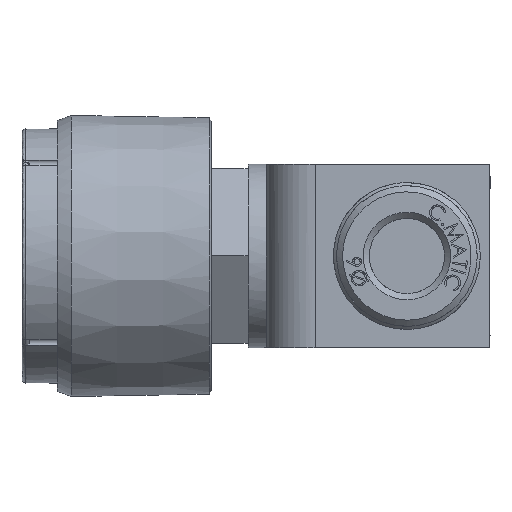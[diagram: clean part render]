
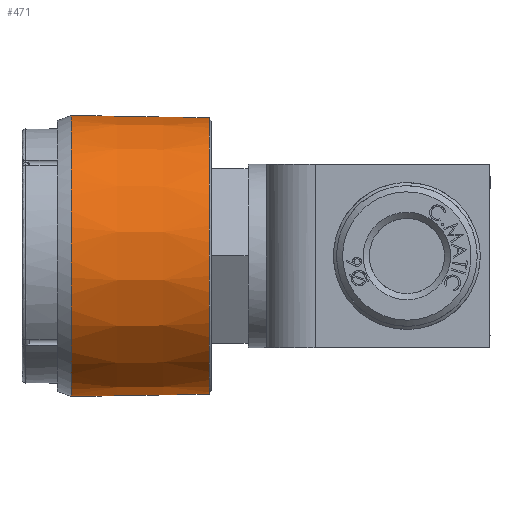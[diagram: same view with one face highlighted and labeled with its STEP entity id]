
A CAD part, left-side view. The second image highlights one B-rep face of the part: STEP entity #471.
In plain terms, the highlighted conical face has half-angle 1 degrees and reference radius 11.303 mm.
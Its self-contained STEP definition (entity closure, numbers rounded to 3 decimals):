
#471 = ADVANCED_FACE( 'NONE', ( #1161, #1162 ), #1163, .T. );
#1161 = FACE_OUTER_BOUND( '', #4612, .T. );
#1162 = FACE_BOUND( '', #4613, .T. );
#1163 = CONICAL_SURFACE( '', #4614, 11.303, 0.017 );
#4612 = EDGE_LOOP( '', ( #7096, #7097 ) );
#4613 = EDGE_LOOP( '', ( #7098, #7099 ) );
#4614 = AXIS2_PLACEMENT_3D( '', #7100, #7101, #7102 );
#7096 = ORIENTED_EDGE( '', *, *, #7334, .F. );
#7097 = ORIENTED_EDGE( '', *, *, #7335, .F. );
#7098 = ORIENTED_EDGE( '', *, *, #7339, .T. );
#7099 = ORIENTED_EDGE( '', *, *, #7338, .T. );
#7100 = CARTESIAN_POINT( '', ( 0., 22.975, 0. ) );
#7101 = DIRECTION( '', ( 0., 1., 0. ) );
#7102 = DIRECTION( '', ( 0., 0., 1. ) );
#7334 = EDGE_CURVE( '', #8258, #8259, #8260, .T. );
#7335 = EDGE_CURVE( '', #8259, #8258, #8261, .T. );
#7338 = EDGE_CURVE( '', #8266, #8267, #8268, .T. );
#7339 = EDGE_CURVE( '', #8267, #8266, #8269, .T. );
#8258 = VERTEX_POINT( '', #10237 );
#8259 = VERTEX_POINT( '', #10238 );
#8260 = B_SPLINE_CURVE_WITH_KNOTS( '', 3, ( #10239, #10240, #10241, #10242, #10243, #10244, #10245, #10246, #10247, #10248, #10249, #10250, #10251, #10252, #10253, #10254, #10255, #10256 ), .UNSPECIFIED., .F., .F., ( 4, 2, 2, 2, 2, 2, 2, 2, 4 ), ( 0., 0.125, 0.25, 0.375, 0.5, 0.625, 0.75, 0.875, 1. ), .UNSPECIFIED. );
#8261 = B_SPLINE_CURVE_WITH_KNOTS( '', 3, ( #10257, #10258, #10259, #10260, #10261, #10262, #10263, #10264, #10265, #10266, #10267, #10268, #10269, #10270, #10271, #10272, #10273, #10274 ), .UNSPECIFIED., .F., .F., ( 4, 2, 2, 2, 2, 2, 2, 2, 4 ), ( 0., 0.125, 0.25, 0.375, 0.5, 0.625, 0.75, 0.875, 1. ), .UNSPECIFIED. );
#8266 = VERTEX_POINT( '', #10313 );
#8267 = VERTEX_POINT( '', #10314 );
#8268 = B_SPLINE_CURVE_WITH_KNOTS( '', 3, ( #10315, #10316, #10317, #10318, #10319, #10320, #10321, #10322, #10323, #10324, #10325, #10326, #10327, #10328, #10329, #10330, #10331, #10332 ), .UNSPECIFIED., .F., .F., ( 4, 2, 2, 2, 2, 2, 2, 2, 4 ), ( 0., 0.125, 0.25, 0.375, 0.5, 0.625, 0.75, 0.875, 1. ), .UNSPECIFIED. );
#8269 = B_SPLINE_CURVE_WITH_KNOTS( '', 3, ( #10333, #10334, #10335, #10336, #10337, #10338, #10339, #10340, #10341, #10342, #10343, #10344, #10345, #10346, #10347, #10348, #10349, #10350 ), .UNSPECIFIED., .F., .F., ( 4, 2, 2, 2, 2, 2, 2, 2, 4 ), ( 0., 0.125, 0.25, 0.375, 0.5, 0.625, 0.75, 0.875, 1. ), .UNSPECIFIED. );
#10237 = CARTESIAN_POINT( '', ( 0., 34.25, 11.5 ) );
#10238 = CARTESIAN_POINT( '', ( 0., 34.25, -11.5 ) );
#10239 = CARTESIAN_POINT( '', ( 0., 34.25, 11.5 ) );
#10240 = CARTESIAN_POINT( '', ( 1.505, 34.25, 11.5 ) );
#10241 = CARTESIAN_POINT( '', ( 3.01, 34.25, 11.201 ) );
#10242 = CARTESIAN_POINT( '', ( 5.792, 34.25, 10.049 ) );
#10243 = CARTESIAN_POINT( '', ( 7.067, 34.25, 9.196 ) );
#10244 = CARTESIAN_POINT( '', ( 9.196, 34.25, 7.067 ) );
#10245 = CARTESIAN_POINT( '', ( 10.049, 34.25, 5.792 ) );
#10246 = CARTESIAN_POINT( '', ( 11.201, 34.25, 3.01 ) );
#10247 = CARTESIAN_POINT( '', ( 11.5, 34.25, 1.505 ) );
#10248 = CARTESIAN_POINT( '', ( 11.5, 34.25, -1.505 ) );
#10249 = CARTESIAN_POINT( '', ( 11.201, 34.25, -3.01 ) );
#10250 = CARTESIAN_POINT( '', ( 10.049, 34.25, -5.792 ) );
#10251 = CARTESIAN_POINT( '', ( 9.196, 34.25, -7.067 ) );
#10252 = CARTESIAN_POINT( '', ( 7.067, 34.25, -9.196 ) );
#10253 = CARTESIAN_POINT( '', ( 5.792, 34.25, -10.049 ) );
#10254 = CARTESIAN_POINT( '', ( 3.01, 34.25, -11.201 ) );
#10255 = CARTESIAN_POINT( '', ( 1.505, 34.25, -11.5 ) );
#10256 = CARTESIAN_POINT( '', ( 0., 34.25, -11.5 ) );
#10257 = CARTESIAN_POINT( '', ( 0., 34.25, -11.5 ) );
#10258 = CARTESIAN_POINT( '', ( -1.505, 34.25, -11.5 ) );
#10259 = CARTESIAN_POINT( '', ( -3.01, 34.25, -11.201 ) );
#10260 = CARTESIAN_POINT( '', ( -5.792, 34.25, -10.049 ) );
#10261 = CARTESIAN_POINT( '', ( -7.067, 34.25, -9.196 ) );
#10262 = CARTESIAN_POINT( '', ( -9.196, 34.25, -7.067 ) );
#10263 = CARTESIAN_POINT( '', ( -10.049, 34.25, -5.792 ) );
#10264 = CARTESIAN_POINT( '', ( -11.201, 34.25, -3.01 ) );
#10265 = CARTESIAN_POINT( '', ( -11.5, 34.25, -1.505 ) );
#10266 = CARTESIAN_POINT( '', ( -11.5, 34.25, 1.505 ) );
#10267 = CARTESIAN_POINT( '', ( -11.201, 34.25, 3.01 ) );
#10268 = CARTESIAN_POINT( '', ( -10.049, 34.25, 5.792 ) );
#10269 = CARTESIAN_POINT( '', ( -9.196, 34.25, 7.067 ) );
#10270 = CARTESIAN_POINT( '', ( -7.067, 34.25, 9.196 ) );
#10271 = CARTESIAN_POINT( '', ( -5.792, 34.25, 10.049 ) );
#10272 = CARTESIAN_POINT( '', ( -3.01, 34.25, 11.201 ) );
#10273 = CARTESIAN_POINT( '', ( -1.505, 34.25, 11.5 ) );
#10274 = CARTESIAN_POINT( '', ( 0., 34.25, 11.5 ) );
#10313 = CARTESIAN_POINT( '', ( 0., 22.975, 11.303 ) );
#10314 = CARTESIAN_POINT( '', ( 0., 22.975, -11.303 ) );
#10315 = CARTESIAN_POINT( '', ( 0., 22.975, 11.303 ) );
#10316 = CARTESIAN_POINT( '', ( 1.48, 22.975, 11.303 ) );
#10317 = CARTESIAN_POINT( '', ( 2.959, 22.975, 11.009 ) );
#10318 = CARTESIAN_POINT( '', ( 5.693, 22.975, 9.877 ) );
#10319 = CARTESIAN_POINT( '', ( 6.946, 22.975, 9.039 ) );
#10320 = CARTESIAN_POINT( '', ( 9.039, 22.975, 6.946 ) );
#10321 = CARTESIAN_POINT( '', ( 9.877, 22.975, 5.693 ) );
#10322 = CARTESIAN_POINT( '', ( 11.009, 22.975, 2.959 ) );
#10323 = CARTESIAN_POINT( '', ( 11.303, 22.975, 1.48 ) );
#10324 = CARTESIAN_POINT( '', ( 11.303, 22.975, -1.48 ) );
#10325 = CARTESIAN_POINT( '', ( 11.009, 22.975, -2.959 ) );
#10326 = CARTESIAN_POINT( '', ( 9.877, 22.975, -5.693 ) );
#10327 = CARTESIAN_POINT( '', ( 9.039, 22.975, -6.946 ) );
#10328 = CARTESIAN_POINT( '', ( 6.946, 22.975, -9.039 ) );
#10329 = CARTESIAN_POINT( '', ( 5.693, 22.975, -9.877 ) );
#10330 = CARTESIAN_POINT( '', ( 2.959, 22.975, -11.009 ) );
#10331 = CARTESIAN_POINT( '', ( 1.48, 22.975, -11.303 ) );
#10332 = CARTESIAN_POINT( '', ( 0., 22.975, -11.303 ) );
#10333 = CARTESIAN_POINT( '', ( 0., 22.975, -11.303 ) );
#10334 = CARTESIAN_POINT( '', ( -1.48, 22.975, -11.303 ) );
#10335 = CARTESIAN_POINT( '', ( -2.959, 22.975, -11.009 ) );
#10336 = CARTESIAN_POINT( '', ( -5.693, 22.975, -9.877 ) );
#10337 = CARTESIAN_POINT( '', ( -6.946, 22.975, -9.039 ) );
#10338 = CARTESIAN_POINT( '', ( -9.039, 22.975, -6.946 ) );
#10339 = CARTESIAN_POINT( '', ( -9.877, 22.975, -5.693 ) );
#10340 = CARTESIAN_POINT( '', ( -11.009, 22.975, -2.959 ) );
#10341 = CARTESIAN_POINT( '', ( -11.303, 22.975, -1.48 ) );
#10342 = CARTESIAN_POINT( '', ( -11.303, 22.975, 1.48 ) );
#10343 = CARTESIAN_POINT( '', ( -11.009, 22.975, 2.959 ) );
#10344 = CARTESIAN_POINT( '', ( -9.877, 22.975, 5.693 ) );
#10345 = CARTESIAN_POINT( '', ( -9.039, 22.975, 6.946 ) );
#10346 = CARTESIAN_POINT( '', ( -6.946, 22.975, 9.039 ) );
#10347 = CARTESIAN_POINT( '', ( -5.693, 22.975, 9.877 ) );
#10348 = CARTESIAN_POINT( '', ( -2.959, 22.975, 11.009 ) );
#10349 = CARTESIAN_POINT( '', ( -1.48, 22.975, 11.303 ) );
#10350 = CARTESIAN_POINT( '', ( 0., 22.975, 11.303 ) );
